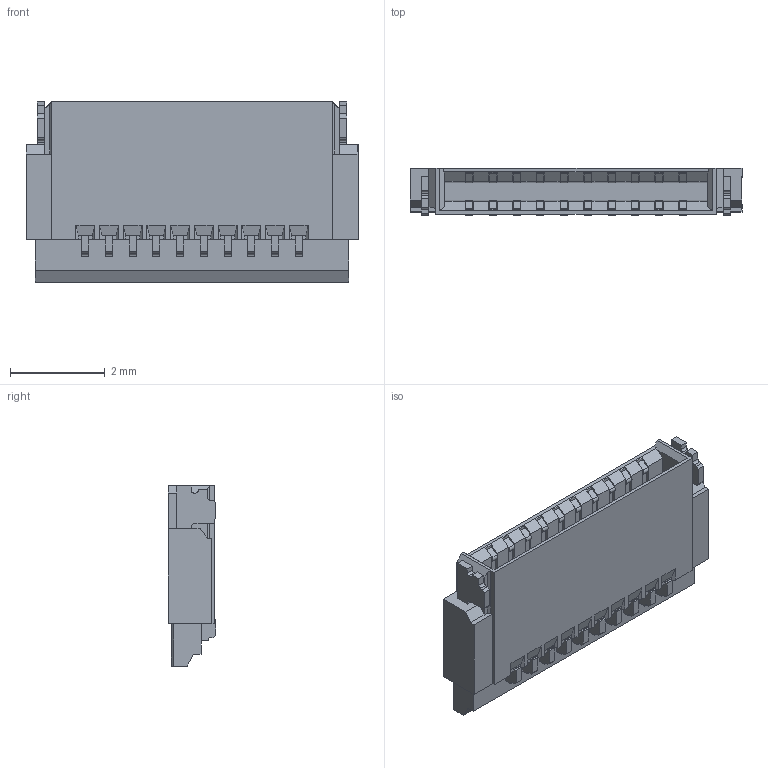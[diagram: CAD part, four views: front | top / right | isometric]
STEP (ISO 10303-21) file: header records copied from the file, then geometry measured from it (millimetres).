
FILE_DESCRIPTION (( 'STEP AP214' ), '1' );
FILE_NAME ('FH34SRJ-10S-0.5SH(50).STEP', '2019-01-23T22:27:29', ( '' ), ( '' ), 'SwSTEP 2.0', 'SolidWorks 2017', '' );
FILE_SCHEMA (( 'AUTOMOTIVE_DESIGN' ));
Length unit declared in the file: millimetre
Products named in the file (1): FH34SRJ-10S-0.5SH(50)
Bounding box: 7 x 1 x 3.8 mm (x, y, z)
Volume: 18.1 mm3; surface area: 128.1 mm2
Topology: 34 solids, 34 shells, 553 faces, 1447 edges, 962 vertices
Faces by surface type: plane 492, cylinder 61
Entity records: 17068 total; most frequent: CARTESIAN_POINT 2969, ORIENTED_EDGE 2894, DIRECTION 2673, EDGE_CURVE 1447, LINE 1325, VECTOR 1325, VERTEX_POINT 962, AXIS2_PLACEMENT_3D 674
